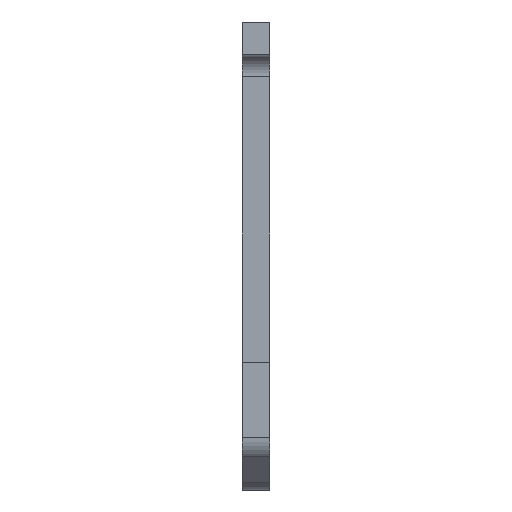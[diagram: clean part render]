
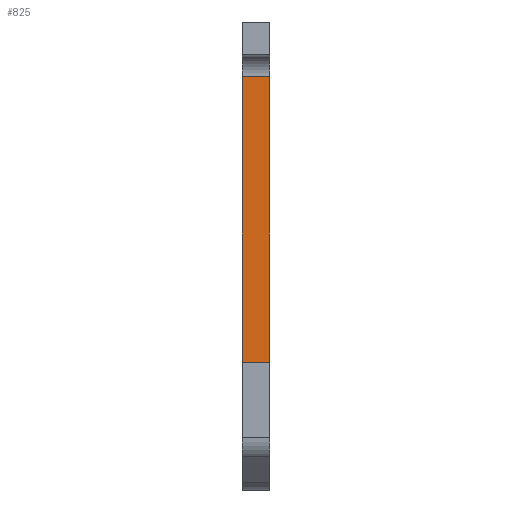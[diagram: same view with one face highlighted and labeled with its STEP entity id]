
A CAD part, left-side view. The second image highlights one B-rep face of the part: STEP entity #825.
In plain terms, the highlighted planar face has unit normal (-1, 0, 0).
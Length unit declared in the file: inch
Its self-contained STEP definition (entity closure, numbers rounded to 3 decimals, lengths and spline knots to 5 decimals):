
#25 = VERTEX_POINT ( 'NONE', #1257 ) ;
#48 = EDGE_CURVE ( 'NONE', #1083, #89, #1322, .T. ) ;
#53 = CARTESIAN_POINT ( 'NONE',  ( 0.9, 0., 0. ) ) ;
#83 = LINE ( 'NONE', #53, #386 ) ;
#89 = VERTEX_POINT ( 'NONE', #987 ) ;
#107 = FACE_OUTER_BOUND ( 'NONE', #743, .T. ) ;
#158 = EDGE_CURVE ( 'NONE', #541, #25, #83, .T. ) ;
#224 = ORIENTED_EDGE ( 'NONE', *, *, #635, .T. ) ;
#261 = CARTESIAN_POINT ( 'NONE',  ( 0.9, 0., 0.6503 ) ) ;
#284 = DIRECTION ( 'NONE',  ( 0., 0., -1. ) ) ;
#289 = VECTOR ( 'NONE', #1325, 39.37008 ) ;
#293 = DIRECTION ( 'NONE',  ( 1., 0., 0. ) ) ;
#386 = VECTOR ( 'NONE', #1607, 39.37008 ) ;
#403 = CARTESIAN_POINT ( 'NONE',  ( 0.9, 0., 0. ) ) ;
#407 = PLANE ( 'NONE',  #1185 ) ;
#541 = VERTEX_POINT ( 'NONE', #261 ) ;
#629 = EDGE_CURVE ( 'NONE', #25, #89, #676, .T. ) ;
#635 = EDGE_CURVE ( 'NONE', #541, #1083, #1332, .T. ) ;
#676 = LINE ( 'NONE', #1365, #984 ) ;
#743 = EDGE_LOOP ( 'NONE', ( #1028, #1489, #809, #224 ) ) ;
#809 = ORIENTED_EDGE ( 'NONE', *, *, #158, .F. ) ;
#825 = ADVANCED_FACE ( 'NONE', ( #107 ), #407, .F. ) ;
#972 = VECTOR ( 'NONE', #1199, 39.37008 ) ;
#984 = VECTOR ( 'NONE', #1411, 39.37008 ) ;
#987 = CARTESIAN_POINT ( 'NONE',  ( 0.9, 0.125, -0.6603 ) ) ;
#1028 = ORIENTED_EDGE ( 'NONE', *, *, #48, .T. ) ;
#1083 = VERTEX_POINT ( 'NONE', #1104 ) ;
#1104 = CARTESIAN_POINT ( 'NONE',  ( 0.9, 0.125, 0.6503 ) ) ;
#1172 = CARTESIAN_POINT ( 'NONE',  ( 0.9, 0.125, 0. ) ) ;
#1185 = AXIS2_PLACEMENT_3D ( 'NONE', #403, #293, #284 ) ;
#1199 = DIRECTION ( 'NONE',  ( 0., 0., -1. ) ) ;
#1257 = CARTESIAN_POINT ( 'NONE',  ( 0.9, 0., -0.6603 ) ) ;
#1322 = LINE ( 'NONE', #1172, #972 ) ;
#1325 = DIRECTION ( 'NONE',  ( 0., 1., 0. ) ) ;
#1332 = LINE ( 'NONE', #1336, #289 ) ;
#1336 = CARTESIAN_POINT ( 'NONE',  ( 0.9, 0., 0.6503 ) ) ;
#1365 = CARTESIAN_POINT ( 'NONE',  ( 0.9, 0., -0.6603 ) ) ;
#1411 = DIRECTION ( 'NONE',  ( 0., 1., 0. ) ) ;
#1489 = ORIENTED_EDGE ( 'NONE', *, *, #629, .F. ) ;
#1607 = DIRECTION ( 'NONE',  ( 0., 0., -1. ) ) ;
